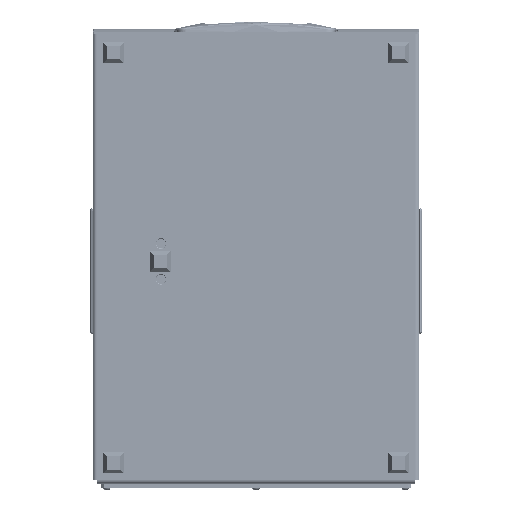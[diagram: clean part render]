
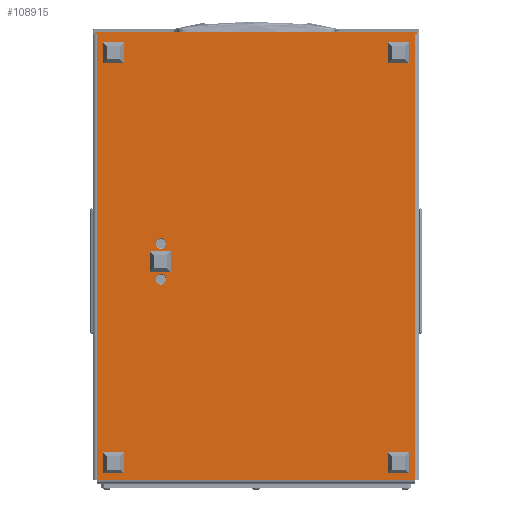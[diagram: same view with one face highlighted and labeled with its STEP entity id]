
A CAD part, front view. The second image highlights one B-rep face of the part: STEP entity #108915.
In plain terms, the highlighted face is planar.
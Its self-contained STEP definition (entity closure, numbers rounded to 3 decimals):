
#181 = VECTOR ( 'NONE', #81194, 1000. ) ;
#2122 = VERTEX_POINT ( 'NONE', #51308 ) ;
#3514 = CARTESIAN_POINT ( 'NONE',  ( 436., 312., 0. ) ) ;
#4148 = ORIENTED_EDGE ( 'NONE', *, *, #80726, .F. ) ;
#4183 = AXIS2_PLACEMENT_3D ( 'NONE', #34006, #77584, #51333 ) ;
#6681 = VECTOR ( 'NONE', #10669, 1000. ) ;
#7206 = FACE_BOUND ( 'NONE', #88610, .T. ) ;
#7459 = EDGE_LOOP ( 'NONE', ( #80462, #12742, #52062, #99563, #50225, #29703, #23570, #56193 ) ) ;
#7815 = EDGE_CURVE ( 'NONE', #37027, #31331, #11580, .T. ) ;
#10669 = DIRECTION ( 'NONE',  ( 1., 0., 0. ) ) ;
#11580 = LINE ( 'NONE', #3514, #22551 ) ;
#12742 = ORIENTED_EDGE ( 'NONE', *, *, #69591, .T. ) ;
#15932 = ORIENTED_EDGE ( 'NONE', *, *, #22086, .F. ) ;
#16335 = CARTESIAN_POINT ( 'NONE',  ( 0., 312., 0. ) ) ;
#16433 = EDGE_CURVE ( 'NONE', #58250, #79231, #16589, .T. ) ;
#16589 = CIRCLE ( 'NONE', #47566, 5.2 ) ;
#17165 = DIRECTION ( 'NONE',  ( 0., 0., -1. ) ) ;
#19172 = ORIENTED_EDGE ( 'NONE', *, *, #60466, .F. ) ;
#20742 = CARTESIAN_POINT ( 'NONE',  ( 0., 314., 0. ) ) ;
#22086 = EDGE_CURVE ( 'NONE', #79231, #58250, #81177, .T. ) ;
#22551 = VECTOR ( 'NONE', #64959, 1000. ) ;
#22719 = VECTOR ( 'NONE', #36729, 1000. ) ;
#23266 = CIRCLE ( 'NONE', #55372, 5.2 ) ;
#23570 = ORIENTED_EDGE ( 'NONE', *, *, #7815, .T. ) ;
#24995 = CARTESIAN_POINT ( 'NONE',  ( 234.8, 249., 0. ) ) ;
#27173 = CARTESIAN_POINT ( 'NONE',  ( 0., -2., 0. ) ) ;
#27347 = VECTOR ( 'NONE', #103143, 1000. ) ;
#27981 = DIRECTION ( 'NONE',  ( -1., 0., 0. ) ) ;
#27990 = CARTESIAN_POINT ( 'NONE',  ( 0., 0., 0. ) ) ;
#29703 = ORIENTED_EDGE ( 'NONE', *, *, #55927, .F. ) ;
#31331 = VERTEX_POINT ( 'NONE', #71372 ) ;
#33807 = VECTOR ( 'NONE', #63026, 1000. ) ;
#34006 = CARTESIAN_POINT ( 'NONE',  ( 205., 249., 0. ) ) ;
#34123 = DIRECTION ( 'NONE',  ( 0., 1., 0. ) ) ;
#34589 = ORIENTED_EDGE ( 'NONE', *, *, #16433, .F. ) ;
#34786 = VERTEX_POINT ( 'NONE', #27173 ) ;
#35243 = LINE ( 'NONE', #16335, #58700 ) ;
#36451 = LINE ( 'NONE', #113806, #99873 ) ;
#36729 = DIRECTION ( 'NONE',  ( 0., 1., 0. ) ) ;
#37027 = VERTEX_POINT ( 'NONE', #53016 ) ;
#42178 = VERTEX_POINT ( 'NONE', #24995 ) ;
#47566 = AXIS2_PLACEMENT_3D ( 'NONE', #70984, #17165, #78299 ) ;
#48295 = CARTESIAN_POINT ( 'NONE',  ( 199.8, 249., 0. ) ) ;
#48313 = EDGE_CURVE ( 'NONE', #34786, #62432, #36451, .T. ) ;
#50225 = ORIENTED_EDGE ( 'NONE', *, *, #113550, .F. ) ;
#51308 = CARTESIAN_POINT ( 'NONE',  ( -2., -2., 0. ) ) ;
#51333 = DIRECTION ( 'NONE',  ( -1., 0., 0. ) ) ;
#52062 = ORIENTED_EDGE ( 'NONE', *, *, #85546, .T. ) ;
#53016 = CARTESIAN_POINT ( 'NONE',  ( 436., 312., 0. ) ) ;
#53325 = DIRECTION ( 'NONE',  ( 0., 0., -1. ) ) ;
#55372 = AXIS2_PLACEMENT_3D ( 'NONE', #98796, #89931, #90699 ) ;
#55899 = CARTESIAN_POINT ( 'NONE',  ( 0., 314., 0. ) ) ;
#55927 = EDGE_CURVE ( 'NONE', #37027, #79040, #35243, .T. ) ;
#56193 = ORIENTED_EDGE ( 'NONE', *, *, #90075, .F. ) ;
#57985 = FACE_OUTER_BOUND ( 'NONE', #7459, .T. ) ;
#58250 = VERTEX_POINT ( 'NONE', #104018 ) ;
#58700 = VECTOR ( 'NONE', #77807, 1000. ) ;
#59933 = DIRECTION ( 'NONE',  ( 0., 0., -1. ) ) ;
#60466 = EDGE_CURVE ( 'NONE', #106030, #42178, #23266, .T. ) ;
#62432 = VERTEX_POINT ( 'NONE', #83425 ) ;
#63026 = DIRECTION ( 'NONE',  ( 1., 0., 0. ) ) ;
#64959 = DIRECTION ( 'NONE',  ( 0., -1., 0. ) ) ;
#68096 = CARTESIAN_POINT ( 'NONE',  ( -2., -4., 0. ) ) ;
#69591 = EDGE_CURVE ( 'NONE', #34786, #2122, #85461, .T. ) ;
#70723 = CARTESIAN_POINT ( 'NONE',  ( 0., 312., 0. ) ) ;
#70984 = CARTESIAN_POINT ( 'NONE',  ( 205., 249., 0. ) ) ;
#71305 = LINE ( 'NONE', #55899, #6681 ) ;
#71372 = CARTESIAN_POINT ( 'NONE',  ( 436., 0., 0. ) ) ;
#71470 = LINE ( 'NONE', #68096, #27347 ) ;
#72283 = LINE ( 'NONE', #98453, #22719 ) ;
#77584 = DIRECTION ( 'NONE',  ( 0., 0., -1. ) ) ;
#77699 = CARTESIAN_POINT ( 'NONE',  ( 0., -2., 0. ) ) ;
#77807 = DIRECTION ( 'NONE',  ( -1., 0., 0. ) ) ;
#78299 = DIRECTION ( 'NONE',  ( -1., 0., 0. ) ) ;
#79040 = VERTEX_POINT ( 'NONE', #100023 ) ;
#79167 = AXIS2_PLACEMENT_3D ( 'NONE', #105005, #59933, #113038 ) ;
#79203 = PLANE ( 'NONE',  #89942 ) ;
#79231 = VERTEX_POINT ( 'NONE', #48295 ) ;
#80462 = ORIENTED_EDGE ( 'NONE', *, *, #48313, .F. ) ;
#80726 = EDGE_CURVE ( 'NONE', #42178, #106030, #113745, .T. ) ;
#81177 = CIRCLE ( 'NONE', #4183, 5.2 ) ;
#81194 = DIRECTION ( 'NONE',  ( -1., 0., 0. ) ) ;
#83415 = VERTEX_POINT ( 'NONE', #111788 ) ;
#83425 = CARTESIAN_POINT ( 'NONE',  ( 0., 0., 0. ) ) ;
#85461 = LINE ( 'NONE', #77699, #181 ) ;
#85546 = EDGE_CURVE ( 'NONE', #2122, #83415, #71470, .T. ) ;
#87397 = CARTESIAN_POINT ( 'NONE',  ( 245.2, 249., 0. ) ) ;
#88610 = EDGE_LOOP ( 'NONE', ( #4148, #19172 ) ) ;
#89931 = DIRECTION ( 'NONE',  ( 0., 0., -1. ) ) ;
#89942 = AXIS2_PLACEMENT_3D ( 'NONE', #70723, #53325, #27981 ) ;
#90075 = EDGE_CURVE ( 'NONE', #62432, #31331, #102715, .T. ) ;
#90699 = DIRECTION ( 'NONE',  ( -1., 0., 0. ) ) ;
#91647 = EDGE_LOOP ( 'NONE', ( #15932, #34589 ) ) ;
#95234 = FACE_BOUND ( 'NONE', #91647, .T. ) ;
#98453 = CARTESIAN_POINT ( 'NONE',  ( 0., -4., 0. ) ) ;
#98796 = CARTESIAN_POINT ( 'NONE',  ( 240., 249., 0. ) ) ;
#99563 = ORIENTED_EDGE ( 'NONE', *, *, #100471, .T. ) ;
#99873 = VECTOR ( 'NONE', #34123, 1000. ) ;
#100023 = CARTESIAN_POINT ( 'NONE',  ( 0., 312., 0. ) ) ;
#100471 = EDGE_CURVE ( 'NONE', #83415, #111259, #71305, .T. ) ;
#102715 = LINE ( 'NONE', #27990, #33807 ) ;
#103143 = DIRECTION ( 'NONE',  ( 0., 1., 0. ) ) ;
#104018 = CARTESIAN_POINT ( 'NONE',  ( 210.2, 249., 0. ) ) ;
#105005 = CARTESIAN_POINT ( 'NONE',  ( 240., 249., 0. ) ) ;
#106030 = VERTEX_POINT ( 'NONE', #87397 ) ;
#108915 = ADVANCED_FACE ( 'NONE', ( #95234, #7206, #57985 ), #79203, .T. ) ;
#111259 = VERTEX_POINT ( 'NONE', #20742 ) ;
#111788 = CARTESIAN_POINT ( 'NONE',  ( -2., 314., 0. ) ) ;
#113038 = DIRECTION ( 'NONE',  ( -1., 0., 0. ) ) ;
#113550 = EDGE_CURVE ( 'NONE', #79040, #111259, #72283, .T. ) ;
#113745 = CIRCLE ( 'NONE', #79167, 5.2 ) ;
#113806 = CARTESIAN_POINT ( 'NONE',  ( 0., -4., 0. ) ) ;
